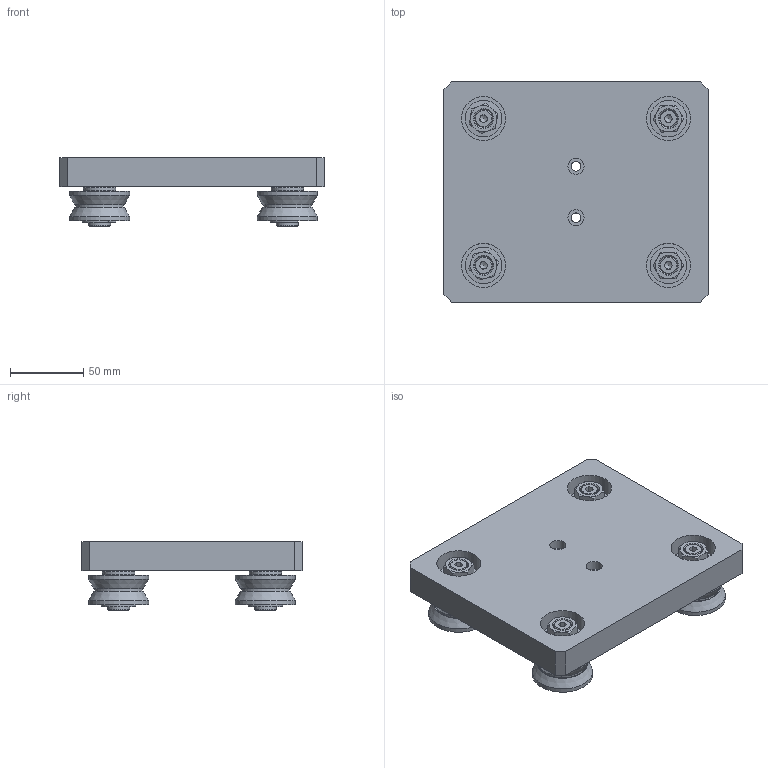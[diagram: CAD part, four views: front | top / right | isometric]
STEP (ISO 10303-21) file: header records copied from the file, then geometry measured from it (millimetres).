
FILE_DESCRIPTION(/* description */ ('CARRO GD20'),/* implementation_level */ '2;1');
FILE_NAME(/* name */ 'GCARO0000135.stp',/* time_stamp */ '2022-07-27T16:25:18+02:00',/* author */ ('tecnico3.vi'),/* organization */ (''),/* preprocessor_version */ 'ST-DEVELOPER v18.1',/* originating_system */ 'Autodesk Inventor 2022',/* authorisation */ '');
FILE_SCHEMA (('AUTOMOTIVE_DESIGN { 1 0 10303 214 3 1 1 }'));
Length unit declared in the file: millimetre
Products named in the file (10): GCARO0000135; 70PF00008-A; 23.541.00C; DPERO0000020; 23.541.00E; DPERO0000054; 80RT00006-A; Dado M12 UNI5588 FE 310-0; Molla a tazza  - UNI 8737 - A 25 GR2 FE 310-0; CARRA0000002
Assembly tree (15 placements, depth 3):
  GCARO0000135
    70PF00008-A
    23.541.00C  x2
      DPERO0000020
      80RT00006-A
      Molla a tazza  - UNI 8737 - A 25 GR2 FE 310-0
      Dado M12 UNI5588 FE 310-0
      CARRA0000002
    23.541.00E  x2
      DPERO0000054
      80RT00006-A
      Dado M12 UNI5588 FE 310-0
      Molla a tazza  - UNI 8737 - A 25 GR2 FE 310-0
      CARRA0000002
Bounding box: 180 x 150 x 47 mm (x, y, z)
Volume: 612172.5 mm3; surface area: 120149 mm2
Topology: 21 solids, 21 shells, 468 faces, 1016 edges, 628 vertices
Faces by surface type: plane 232, cylinder 132, cone 104
Full cylindrical faces by diameter (mm): 5 x8, 6.5 x2, 11 x2, 12 x16, 15 x12, 21 x8, 22 x4, 30 x4, 32.5 x4, 32.8 x8, 41 x8
Entity records: 5377 total; most frequent: DIRECTION 929, CARTESIAN_POINT 887, ORIENTED_EDGE 778, EDGE_CURVE 389, AXIS2_PLACEMENT_3D 358, VERTEX_POINT 244, EDGE_LOOP 221, LINE 213
